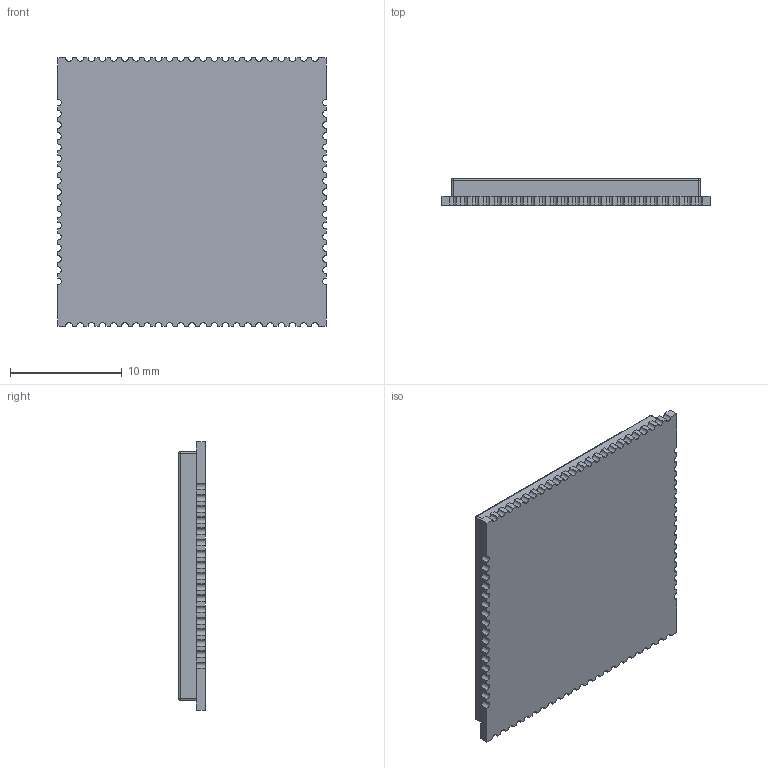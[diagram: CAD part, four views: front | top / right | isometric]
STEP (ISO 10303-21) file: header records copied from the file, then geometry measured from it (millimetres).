
FILE_DESCRIPTION (( 'STEP AP214' ), '1' );
FILE_NAME ('SIMCOM_A7672E.STEP', '2021-12-04T09:30:16', ( '' ), ( '' ), 'SwSTEP 2.0', 'SolidWorks 2020', '' );
FILE_SCHEMA (( 'AUTOMOTIVE_DESIGN' ));
Length unit declared in the file: millimetre
Products named in the file (1): SIMCOM_A7672E
Bounding box: 24 x 2.4 x 24 mm (x, y, z)
Volume: 634.3 mm3; surface area: 2471.3 mm2
Topology: 2 solids, 2 shells, 218 faces, 631 edges, 414 vertices
Faces by surface type: cylinder 117, plane 97, sphere 4
Entity records: 8397 total; most frequent: DIRECTION 1299, CARTESIAN_POINT 1260, ORIENTED_EDGE 1254, EDGE_CURVE 627, AXIS2_PLACEMENT_3D 453, VERTEX_POINT 414, LINE 393, VECTOR 393
